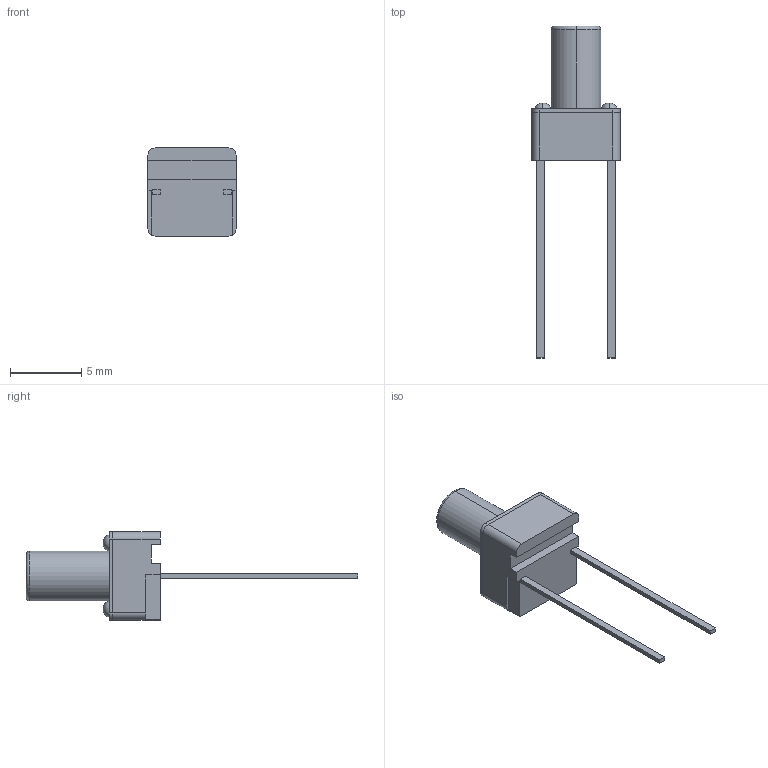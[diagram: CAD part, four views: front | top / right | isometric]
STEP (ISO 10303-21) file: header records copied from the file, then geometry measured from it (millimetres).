
FILE_DESCRIPTION (( 'STEP AP214' ), '1' );
FILE_NAME ('FSM8JRT.STEP', '2018-09-13T15:59:50', ( '' ), ( '' ), 'SwSTEP 2.0', 'SolidWorks 2017', '' );
FILE_SCHEMA (( 'AUTOMOTIVE_DESIGN' ));
Length unit declared in the file: inch
Products named in the file (1): FSM8JRT
Bounding box: 6.2 x 23.37 x 6.2 mm (x, y, z)
Volume: 192.4 mm3; surface area: 347.7 mm2
Topology: 8 solids, 8 shells, 81 faces, 182 edges, 118 vertices
Faces by surface type: plane 43, cylinder 28, torus 10
Entity records: 2411 total; most frequent: DIRECTION 424, CARTESIAN_POINT 382, ORIENTED_EDGE 364, EDGE_CURVE 182, AXIS2_PLACEMENT_3D 160, VERTEX_POINT 118, VECTOR 104, LINE 104
